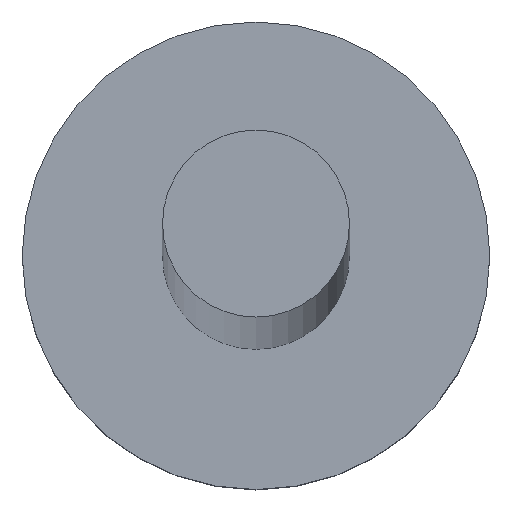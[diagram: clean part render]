
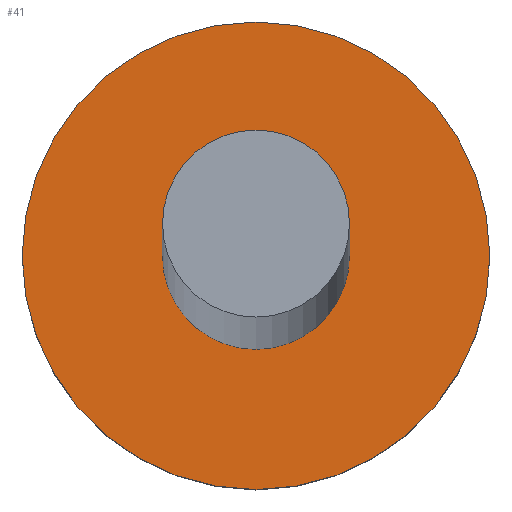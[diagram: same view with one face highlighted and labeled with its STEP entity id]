
A CAD part, top view. The second image highlights one B-rep face of the part: STEP entity #41.
In plain terms, the highlighted planar face has unit normal (0, 0, 1).
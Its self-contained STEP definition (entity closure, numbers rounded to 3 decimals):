
#1 = VERTEX_POINT ( 'NONE', #65 ) ;
#16 = VERTEX_POINT ( 'NONE', #251 ) ;
#19 = VERTEX_POINT ( 'NONE', #139 ) ;
#22 = DIRECTION ( 'NONE',  ( 0., 0., 1. ) ) ;
#24 = DIRECTION ( 'NONE',  ( 1., 0., 0. ) ) ;
#28 = AXIS2_PLACEMENT_3D ( 'NONE', #220, #184, #125 ) ;
#38 = CIRCLE ( 'NONE', #129, 0.5 ) ;
#41 = ADVANCED_FACE ( 'NONE', ( #62, #140 ), #217, .T. ) ;
#50 = CARTESIAN_POINT ( 'NONE',  ( 0., 0., 1.2 ) ) ;
#55 = AXIS2_PLACEMENT_3D ( 'NONE', #66, #110, #224 ) ;
#62 = FACE_BOUND ( 'NONE', #192, .T. ) ;
#64 = CARTESIAN_POINT ( 'NONE',  ( 0., 0., 1.2 ) ) ;
#65 = CARTESIAN_POINT ( 'NONE',  ( 0.5, 0., 1.2 ) ) ;
#66 = CARTESIAN_POINT ( 'NONE',  ( 0., 0., 1.2 ) ) ;
#72 = EDGE_CURVE ( 'NONE', #19, #80, #79, .T. ) ;
#79 = CIRCLE ( 'NONE', #28, 1.25 ) ;
#80 = VERTEX_POINT ( 'NONE', #122 ) ;
#90 = EDGE_CURVE ( 'NONE', #1, #16, #244, .T. ) ;
#92 = AXIS2_PLACEMENT_3D ( 'NONE', #50, #22, #204 ) ;
#99 = EDGE_CURVE ( 'NONE', #16, #1, #38, .T. ) ;
#104 = AXIS2_PLACEMENT_3D ( 'NONE', #64, #197, #141 ) ;
#110 = DIRECTION ( 'NONE',  ( 0., 0., 1. ) ) ;
#120 = ORIENTED_EDGE ( 'NONE', *, *, #99, .F. ) ;
#122 = CARTESIAN_POINT ( 'NONE',  ( 1.25, 0., 1.2 ) ) ;
#124 = CARTESIAN_POINT ( 'NONE',  ( 0., 0., 1.2 ) ) ;
#125 = DIRECTION ( 'NONE',  ( 1., 0., 0. ) ) ;
#129 = AXIS2_PLACEMENT_3D ( 'NONE', #124, #240, #24 ) ;
#132 = CIRCLE ( 'NONE', #55, 1.25 ) ;
#139 = CARTESIAN_POINT ( 'NONE',  ( -1.25, 0., 1.2 ) ) ;
#140 = FACE_OUTER_BOUND ( 'NONE', #215, .T. ) ;
#141 = DIRECTION ( 'NONE',  ( 1., 0., 0. ) ) ;
#155 = ORIENTED_EDGE ( 'NONE', *, *, #241, .T. ) ;
#184 = DIRECTION ( 'NONE',  ( 0., 0., 1. ) ) ;
#192 = EDGE_LOOP ( 'NONE', ( #120, #213 ) ) ;
#197 = DIRECTION ( 'NONE',  ( 0., 0., 1. ) ) ;
#204 = DIRECTION ( 'NONE',  ( 1., 0., 0. ) ) ;
#213 = ORIENTED_EDGE ( 'NONE', *, *, #90, .F. ) ;
#215 = EDGE_LOOP ( 'NONE', ( #252, #155 ) ) ;
#217 = PLANE ( 'NONE',  #104 ) ;
#220 = CARTESIAN_POINT ( 'NONE',  ( 0., 0., 1.2 ) ) ;
#224 = DIRECTION ( 'NONE',  ( 1., 0., 0. ) ) ;
#240 = DIRECTION ( 'NONE',  ( 0., 0., 1. ) ) ;
#241 = EDGE_CURVE ( 'NONE', #80, #19, #132, .T. ) ;
#244 = CIRCLE ( 'NONE', #92, 0.5 ) ;
#251 = CARTESIAN_POINT ( 'NONE',  ( -0.5, 0., 1.2 ) ) ;
#252 = ORIENTED_EDGE ( 'NONE', *, *, #72, .T. ) ;
